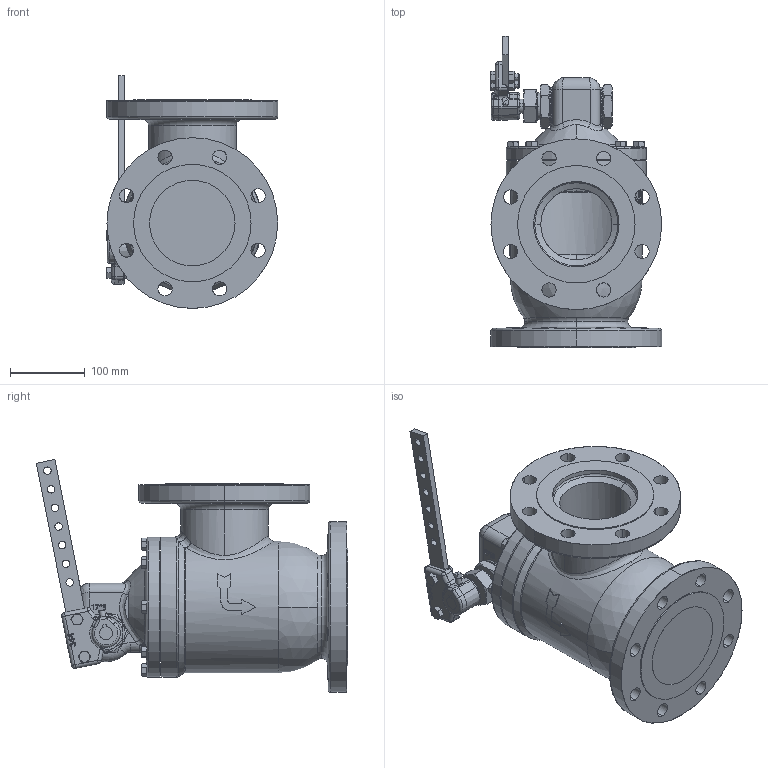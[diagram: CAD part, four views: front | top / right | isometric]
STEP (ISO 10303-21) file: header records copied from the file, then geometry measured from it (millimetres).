
FILE_DESCRIPTION (( 'STEP AP203' ), '1' );
FILE_NAME ('4 INCH 412 FOA-S (CBQS6).STEP', '2013-10-29T19:05:24', ( 'PCTech' ), ( 'Microsoft' ), 'SwSTEP 2.0', 'SolidWorks 2013', '' );
FILE_SCHEMA (( 'CONFIG_CONTROL_DESIGN' ));
Length unit declared in the file: inch
Products named in the file (1): 4 INCH 412 FOA-S (CBQS6)
Bounding box: 229.44 x 416.86 x 311.75 mm (x, y, z)
Volume: 6229873.1 mm3; surface area: 578560.4 mm2
Topology: 1 solids, 2 shells, 1200 faces, 3075 edges, 1938 vertices
Faces by surface type: plane 574, bspline 210, cylinder 180, cone 170, torus 56, sphere 10
Entity records: 53302 total; most frequent: CARTESIAN_POINT 26155, ORIENTED_EDGE 6110, DIRECTION 4847, EDGE_CURVE 3055, VERTEX_POINT 1938, AXIS2_PLACEMENT_3D 1714, VECTOR 1419, LINE 1419
